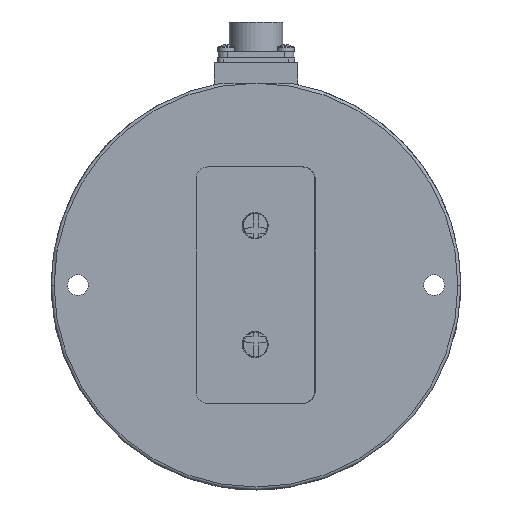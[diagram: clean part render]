
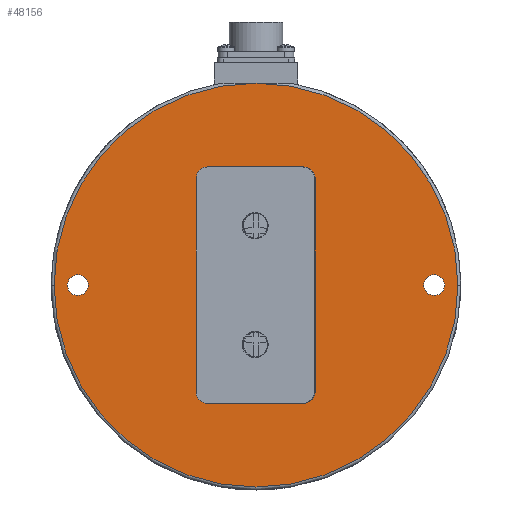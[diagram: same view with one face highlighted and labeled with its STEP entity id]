
A CAD part, front view. The second image highlights one B-rep face of the part: STEP entity #48156.
In plain terms, the highlighted face is planar.
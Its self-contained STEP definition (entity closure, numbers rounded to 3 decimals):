
#1072 = CIRCLE ( 'NONE', #33744, 4.25 ) ;
#1164 = EDGE_LOOP ( 'NONE', ( #31800, #54556 ) ) ;
#2099 = CIRCLE ( 'NONE', #59302, 3.5 ) ;
#2251 = EDGE_LOOP ( 'NONE', ( #52388, #12087, #56602 ) ) ;
#2304 = EDGE_LOOP ( 'NONE', ( #61223, #31615 ) ) ;
#3535 = AXIS2_PLACEMENT_3D ( 'NONE', #52037, #17263, #36704 ) ;
#4105 = DIRECTION ( 'NONE',  ( 0., 0., 1. ) ) ;
#4901 = DIRECTION ( 'NONE',  ( -1., 0., 0. ) ) ;
#5222 = CARTESIAN_POINT ( 'NONE',  ( -47.633, -181.502, 12. ) ) ;
#6241 = CARTESIAN_POINT ( 'NONE',  ( -107.633, -113.502, 12. ) ) ;
#7438 = ORIENTED_EDGE ( 'NONE', *, *, #9201, .F. ) ;
#8249 = FACE_BOUND ( 'NONE', #2304, .T. ) ;
#9201 = EDGE_CURVE ( 'NONE', #61506, #33352, #15734, .T. ) ;
#10274 = CARTESIAN_POINT ( 'NONE',  ( 20.367, -113.502, 12. ) ) ;
#10718 = CARTESIAN_POINT ( 'NONE',  ( -47.633, -113.502, 12. ) ) ;
#11284 = ORIENTED_EDGE ( 'NONE', *, *, #43010, .T. ) ;
#11347 = DIRECTION ( 'NONE',  ( 0., 0., 1. ) ) ;
#11408 = CARTESIAN_POINT ( 'NONE',  ( -43.383, -93.502, 12. ) ) ;
#12087 = ORIENTED_EDGE ( 'NONE', *, *, #30113, .T. ) ;
#12640 = DIRECTION ( 'NONE',  ( 0., 0., 1. ) ) ;
#12718 = ORIENTED_EDGE ( 'NONE', *, *, #17021, .F. ) ;
#12946 = VERTEX_POINT ( 'NONE', #14447 ) ;
#13765 = CIRCLE ( 'NONE', #3535, 68. ) ;
#14243 = CIRCLE ( 'NONE', #49908, 4.25 ) ;
#14447 = CARTESIAN_POINT ( 'NONE',  ( -104.133, -113.502, 12. ) ) ;
#14683 = DIRECTION ( 'NONE',  ( -1., 0., 0. ) ) ;
#14830 = DIRECTION ( 'NONE',  ( 1., 0., 0. ) ) ;
#15195 = DIRECTION ( 'NONE',  ( 1., 0., 0. ) ) ;
#15734 = CIRCLE ( 'NONE', #55528, 3.5 ) ;
#15843 = AXIS2_PLACEMENT_3D ( 'NONE', #37859, #24079, #62160 ) ;
#17021 = EDGE_CURVE ( 'NONE', #33352, #61506, #2099, .T. ) ;
#17263 = DIRECTION ( 'NONE',  ( 0., 0., 1. ) ) ;
#18527 = DIRECTION ( 'NONE',  ( 1., 0., 0. ) ) ;
#18679 = DIRECTION ( 'NONE',  ( 0., 0., -1. ) ) ;
#18800 = FACE_BOUND ( 'NONE', #39012, .T. ) ;
#19109 = FACE_BOUND ( 'NONE', #1164, .T. ) ;
#19585 = CIRCLE ( 'NONE', #58397, 4.25 ) ;
#20071 = CARTESIAN_POINT ( 'NONE',  ( -47.633, -93.502, 12. ) ) ;
#20143 = CARTESIAN_POINT ( 'NONE',  ( 15.867, -113.502, 12. ) ) ;
#20295 = EDGE_CURVE ( 'NONE', #57790, #20784, #53877, .T. ) ;
#20784 = VERTEX_POINT ( 'NONE', #10274 ) ;
#20902 = CARTESIAN_POINT ( 'NONE',  ( -47.633, -113.502, 12. ) ) ;
#21450 = VERTEX_POINT ( 'NONE', #63072 ) ;
#21598 = CARTESIAN_POINT ( 'NONE',  ( -115.633, -113.502, 12. ) ) ;
#21630 = CARTESIAN_POINT ( 'NONE',  ( -51.883, -93.502, 12. ) ) ;
#24079 = DIRECTION ( 'NONE',  ( 0., 0., 1. ) ) ;
#24680 = DIRECTION ( 'NONE',  ( 0., 0., 1. ) ) ;
#24722 = EDGE_CURVE ( 'NONE', #38638, #21450, #14243, .T. ) ;
#26885 = EDGE_CURVE ( 'NONE', #12946, #53998, #28333, .T. ) ;
#28333 = CIRCLE ( 'NONE', #57964, 3.5 ) ;
#28347 = AXIS2_PLACEMENT_3D ( 'NONE', #10718, #11347, #15195 ) ;
#29007 = DIRECTION ( 'NONE',  ( 1., 0., 0. ) ) ;
#30113 = EDGE_CURVE ( 'NONE', #20784, #51894, #59370, .T. ) ;
#31615 = ORIENTED_EDGE ( 'NONE', *, *, #24722, .T. ) ;
#31800 = ORIENTED_EDGE ( 'NONE', *, *, #51309, .F. ) ;
#32196 = DIRECTION ( 'NONE',  ( 0., 0., 1. ) ) ;
#33149 = CARTESIAN_POINT ( 'NONE',  ( -47.633, -133.502, 12. ) ) ;
#33352 = VERTEX_POINT ( 'NONE', #20143 ) ;
#33744 = AXIS2_PLACEMENT_3D ( 'NONE', #43590, #18679, #4901 ) ;
#36264 = DIRECTION ( 'NONE',  ( 1., 0., 0. ) ) ;
#36704 = DIRECTION ( 'NONE',  ( 1., 0., 0. ) ) ;
#37859 = CARTESIAN_POINT ( 'NONE',  ( -107.633, -113.502, 12. ) ) ;
#38497 = CARTESIAN_POINT ( 'NONE',  ( 12.367, -113.502, 12. ) ) ;
#38632 = CARTESIAN_POINT ( 'NONE',  ( -47.633, -113.502, 12. ) ) ;
#38638 = VERTEX_POINT ( 'NONE', #46490 ) ;
#39012 = EDGE_LOOP ( 'NONE', ( #7438, #12718 ) ) ;
#42000 = AXIS2_PLACEMENT_3D ( 'NONE', #38632, #32196, #51670 ) ;
#42362 = VERTEX_POINT ( 'NONE', #11408 ) ;
#43010 = EDGE_CURVE ( 'NONE', #49332, #42362, #1072, .T. ) ;
#43100 = FACE_BOUND ( 'NONE', #62625, .T. ) ;
#43399 = PLANE ( 'NONE',  #42000 ) ;
#43590 = CARTESIAN_POINT ( 'NONE',  ( -47.633, -93.502, 12. ) ) ;
#44834 = CARTESIAN_POINT ( 'NONE',  ( 8.867, -113.502, 12. ) ) ;
#45456 = ORIENTED_EDGE ( 'NONE', *, *, #53624, .T. ) ;
#46193 = EDGE_CURVE ( 'NONE', #51894, #57790, #13765, .T. ) ;
#46490 = CARTESIAN_POINT ( 'NONE',  ( -43.383, -133.502, 12. ) ) ;
#47491 = DIRECTION ( 'NONE',  ( -1., 0., 0. ) ) ;
#48156 = ADVANCED_FACE ( 'NONE', ( #8249, #43100, #62598, #18800, #19109 ), #43399, .T. ) ;
#49332 = VERTEX_POINT ( 'NONE', #21630 ) ;
#49908 = AXIS2_PLACEMENT_3D ( 'NONE', #53394, #62718, #57257 ) ;
#50771 = AXIS2_PLACEMENT_3D ( 'NONE', #20071, #58476, #14683 ) ;
#51184 = CARTESIAN_POINT ( 'NONE',  ( -111.133, -113.502, 12. ) ) ;
#51309 = EDGE_CURVE ( 'NONE', #53998, #12946, #55581, .T. ) ;
#51670 = DIRECTION ( 'NONE',  ( 1., 0., 0. ) ) ;
#51770 = CIRCLE ( 'NONE', #50771, 4.25 ) ;
#51894 = VERTEX_POINT ( 'NONE', #21598 ) ;
#52037 = CARTESIAN_POINT ( 'NONE',  ( -47.633, -113.502, 12. ) ) ;
#52388 = ORIENTED_EDGE ( 'NONE', *, *, #20295, .T. ) ;
#52953 = DIRECTION ( 'NONE',  ( 0., 0., -1. ) ) ;
#53394 = CARTESIAN_POINT ( 'NONE',  ( -47.633, -133.502, 12. ) ) ;
#53624 = EDGE_CURVE ( 'NONE', #42362, #49332, #51770, .T. ) ;
#53877 = CIRCLE ( 'NONE', #28347, 68. ) ;
#53998 = VERTEX_POINT ( 'NONE', #51184 ) ;
#54556 = ORIENTED_EDGE ( 'NONE', *, *, #26885, .F. ) ;
#55472 = CARTESIAN_POINT ( 'NONE',  ( 12.367, -113.502, 12. ) ) ;
#55528 = AXIS2_PLACEMENT_3D ( 'NONE', #55472, #12640, #36264 ) ;
#55581 = CIRCLE ( 'NONE', #15843, 3.5 ) ;
#55798 = EDGE_CURVE ( 'NONE', #21450, #38638, #19585, .T. ) ;
#56602 = ORIENTED_EDGE ( 'NONE', *, *, #46193, .T. ) ;
#57257 = DIRECTION ( 'NONE',  ( -1., 0., 0. ) ) ;
#57790 = VERTEX_POINT ( 'NONE', #5222 ) ;
#57964 = AXIS2_PLACEMENT_3D ( 'NONE', #6241, #4105, #18527 ) ;
#58397 = AXIS2_PLACEMENT_3D ( 'NONE', #33149, #52953, #47491 ) ;
#58476 = DIRECTION ( 'NONE',  ( 0., 0., -1. ) ) ;
#59302 = AXIS2_PLACEMENT_3D ( 'NONE', #38497, #24680, #14830 ) ;
#59370 = CIRCLE ( 'NONE', #61414, 68. ) ;
#60230 = DIRECTION ( 'NONE',  ( 0., 0., 1. ) ) ;
#61223 = ORIENTED_EDGE ( 'NONE', *, *, #55798, .T. ) ;
#61414 = AXIS2_PLACEMENT_3D ( 'NONE', #20902, #60230, #29007 ) ;
#61506 = VERTEX_POINT ( 'NONE', #44834 ) ;
#62160 = DIRECTION ( 'NONE',  ( 1., 0., 0. ) ) ;
#62598 = FACE_OUTER_BOUND ( 'NONE', #2251, .T. ) ;
#62625 = EDGE_LOOP ( 'NONE', ( #11284, #45456 ) ) ;
#62718 = DIRECTION ( 'NONE',  ( 0., 0., -1. ) ) ;
#63072 = CARTESIAN_POINT ( 'NONE',  ( -51.883, -133.502, 12. ) ) ;
